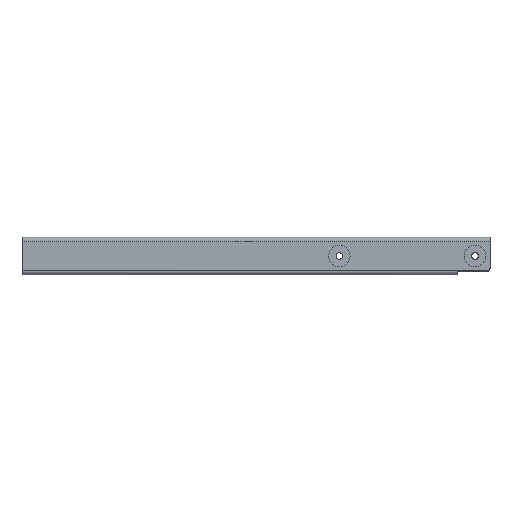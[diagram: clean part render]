
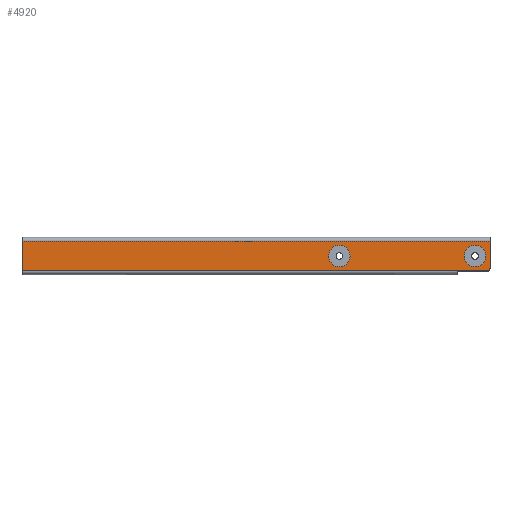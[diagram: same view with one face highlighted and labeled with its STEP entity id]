
A CAD part, left-side view. The second image highlights one B-rep face of the part: STEP entity #4920.
In plain terms, the highlighted planar face has unit normal (-1, 0, 0).
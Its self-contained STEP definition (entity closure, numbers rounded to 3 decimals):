
#9=DIRECTION('',(0.,0.,1.));
#10=VECTOR('',#9,29.);
#11=CARTESIAN_POINT('',(-68.5,0.,-13.));
#12=LINE('',#11,#10);
#294=DIRECTION('',(0.,0.,1.));
#295=VECTOR('',#294,32.);
#296=CARTESIAN_POINT('',(-68.5,500.,-16.));
#297=LINE('',#296,#295);
#1720=CARTESIAN_POINT('',(-68.5,4.,-13.));
#1721=DIRECTION('',(-1.,0.,0.));
#1722=DIRECTION('',(0.,-0.661,-0.75));
#1723=AXIS2_PLACEMENT_3D('',#1720,#1721,#1722);
#1725=DIRECTION('',(0.,-1.,0.));
#1726=VECTOR('',#1725,498.646);
#1727=CARTESIAN_POINT('',(-68.5,500.,-16.));
#1728=LINE('',#1727,#1726);
#1729=DIRECTION('',(0.,-1.,0.));
#1730=VECTOR('',#1729,500.);
#1731=CARTESIAN_POINT('',(-68.5,500.,16.));
#1732=LINE('',#1731,#1730);
#1733=CARTESIAN_POINT('',(-68.5,16.,0.));
#1734=DIRECTION('',(-1.,0.,0.));
#1735=DIRECTION('',(0.,1.,0.));
#1736=AXIS2_PLACEMENT_3D('',#1733,#1734,#1735);
#1738=CARTESIAN_POINT('',(-68.5,16.,0.));
#1739=DIRECTION('',(-1.,0.,0.));
#1740=DIRECTION('',(0.,-1.,0.));
#1741=AXIS2_PLACEMENT_3D('',#1738,#1739,#1740);
#1743=CARTESIAN_POINT('',(-68.5,161.,0.));
#1744=DIRECTION('',(-1.,0.,0.));
#1745=DIRECTION('',(0.,1.,0.));
#1746=AXIS2_PLACEMENT_3D('',#1743,#1744,#1745);
#1748=CARTESIAN_POINT('',(-68.5,161.,0.));
#1749=DIRECTION('',(-1.,0.,0.));
#1750=DIRECTION('',(0.,-1.,0.));
#1751=AXIS2_PLACEMENT_3D('',#1748,#1749,#1750);
#1758=CARTESIAN_POINT('',(-68.5,1.354,-16.));
#2258=CARTESIAN_POINT('',(-68.5,0.,16.));
#2260=VERTEX_POINT('',#2258);
#2261=CARTESIAN_POINT('',(-68.5,500.,16.));
#2262=VERTEX_POINT('',#2261);
#2266=CARTESIAN_POINT('',(-68.5,500.,-16.));
#2268=VERTEX_POINT('',#2266);
#2490=VERTEX_POINT('',#1758);
#2491=CARTESIAN_POINT('',(-68.5,0.,-13.));
#2492=VERTEX_POINT('',#2491);
#2525=CARTESIAN_POINT('',(-68.5,27.5,0.));
#2526=CARTESIAN_POINT('',(-68.5,4.5,0.));
#2527=VERTEX_POINT('',#2525);
#2528=VERTEX_POINT('',#2526);
#2529=CARTESIAN_POINT('',(-68.5,172.5,0.));
#2530=CARTESIAN_POINT('',(-68.5,149.5,0.));
#2531=VERTEX_POINT('',#2529);
#2532=VERTEX_POINT('',#2530);
#4895=CARTESIAN_POINT('',(-68.5,0.,-20.));
#4896=DIRECTION('',(-1.,0.,0.));
#4897=DIRECTION('',(0.,0.,1.));
#4898=AXIS2_PLACEMENT_3D('',#4895,#4896,#4897);
#4899=PLANE('',#4898);
#4900=ORIENTED_EDGE('',*,*,#4340,.F.);
#4902=ORIENTED_EDGE('',*,*,#4901,.F.);
#4903=ORIENTED_EDGE('',*,*,#3150,.T.);
#4904=ORIENTED_EDGE('',*,*,#4888,.T.);
#4905=ORIENTED_EDGE('',*,*,#2886,.F.);
#4906=EDGE_LOOP('',(#4900,#4902,#4903,#4904,#4905));
#4907=FACE_OUTER_BOUND('',#4906,.F.);
#4909=ORIENTED_EDGE('',*,*,#4908,.T.);
#4911=ORIENTED_EDGE('',*,*,#4910,.T.);
#4912=EDGE_LOOP('',(#4909,#4911));
#4913=FACE_BOUND('',#4912,.F.);
#4915=ORIENTED_EDGE('',*,*,#4914,.T.);
#4917=ORIENTED_EDGE('',*,*,#4916,.T.);
#4918=EDGE_LOOP('',(#4915,#4917));
#4919=FACE_BOUND('',#4918,.F.);
#4920=ADVANCED_FACE('',(#4907,#4913,#4919),#4899,.T.);
#1724=CIRCLE('',#1723,4.);
#1737=CIRCLE('',#1736,11.5);
#1742=CIRCLE('',#1741,11.5);
#1747=CIRCLE('',#1746,11.5);
#1752=CIRCLE('',#1751,11.5);
#2886=EDGE_CURVE('',#2492,#2260,#12,.T.);
#3150=EDGE_CURVE('',#2268,#2262,#297,.T.);
#4340=EDGE_CURVE('',#2490,#2492,#1724,.T.);
#4888=EDGE_CURVE('',#2262,#2260,#1732,.T.);
#4901=EDGE_CURVE('',#2268,#2490,#1728,.T.);
#4908=EDGE_CURVE('',#2527,#2528,#1737,.T.);
#4910=EDGE_CURVE('',#2528,#2527,#1742,.T.);
#4914=EDGE_CURVE('',#2531,#2532,#1747,.T.);
#4916=EDGE_CURVE('',#2532,#2531,#1752,.T.);
